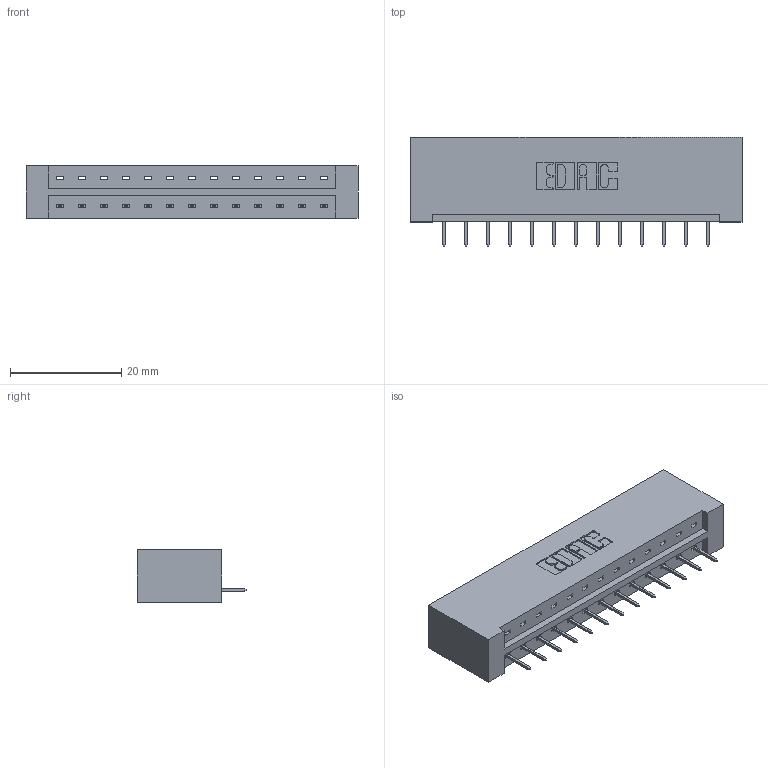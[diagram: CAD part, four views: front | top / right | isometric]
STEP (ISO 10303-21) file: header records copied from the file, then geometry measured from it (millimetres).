
FILE_DESCRIPTION (( 'STEP AP203' ), '1' );
FILE_NAME ('333-013-524-101.STEP', '2018-08-01T01:19:43', ( '' ), ( '' ), 'SwSTEP 2.0', 'SolidWorks 2016', '' );
FILE_SCHEMA (( 'CONFIG_CONTROL_DESIGN' ));
Length unit declared in the file: inch
Products named in the file (3): 333 Part_Lugless; 345-292-001_345-293-124; 333-013-524-101
Assembly tree (14 placements, depth 2):
  333-013-524-101
    333 Part_Lugless
    345-292-001_345-293-124  x13
Bounding box: 59.77 x 19.69 x 9.4 mm (x, y, z)
Volume: 6326.2 mm3; surface area: 6435 mm2
Topology: 14 solids, 14 shells, 912 faces, 2627 edges, 1698 vertices
Faces by surface type: plane 690, cylinder 222
Entity records: 11495 total; most frequent: CARTESIAN_POINT 1993, ORIENTED_EDGE 1942, DIRECTION 1733, EDGE_CURVE 971, LINE 855, VECTOR 855, VERTEX_POINT 642, AXIS2_PLACEMENT_3D 439
